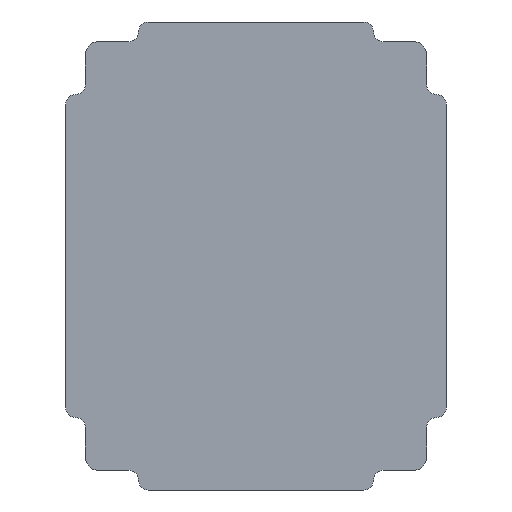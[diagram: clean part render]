
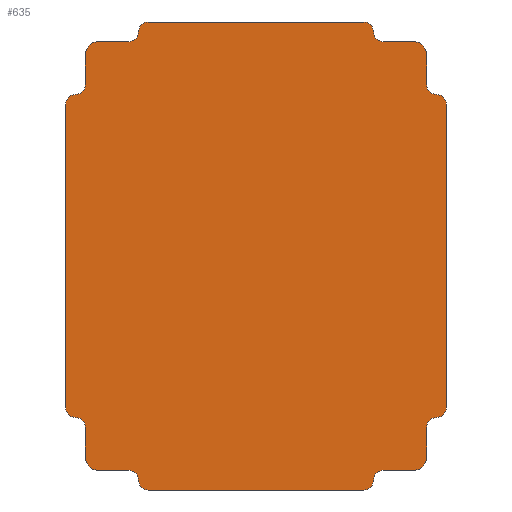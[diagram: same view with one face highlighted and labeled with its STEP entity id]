
A CAD part, left-side view. The second image highlights one B-rep face of the part: STEP entity #635.
In plain terms, the highlighted planar face has unit normal (-1, 0, 0).
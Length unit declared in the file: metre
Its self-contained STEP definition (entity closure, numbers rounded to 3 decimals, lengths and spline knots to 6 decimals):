
#12=CIRCLE('',#669,0.0127);
#14=CIRCLE('',#675,0.0127);
#16=CIRCLE('',#681,0.0127);
#18=CIRCLE('',#687,0.0127);
#36=CIRCLE('',#709,0.009525);
#37=CIRCLE('',#710,0.009525);
#38=CIRCLE('',#711,0.009525);
#39=CIRCLE('',#712,0.009525);
#40=CIRCLE('',#713,0.009525);
#41=CIRCLE('',#714,0.009525);
#42=CIRCLE('',#715,0.009525);
#43=CIRCLE('',#716,0.009525);
#44=CIRCLE('',#717,0.009525);
#45=CIRCLE('',#718,0.009525);
#46=CIRCLE('',#719,0.009525);
#47=CIRCLE('',#720,0.009525);
#48=CIRCLE('',#721,0.009525);
#49=CIRCLE('',#722,0.009525);
#50=CIRCLE('',#723,0.009525);
#51=CIRCLE('',#724,0.009525);
#168=ORIENTED_EDGE('',*,*,#266,.F.);
#169=ORIENTED_EDGE('',*,*,#336,.T.);
#170=ORIENTED_EDGE('',*,*,#337,.T.);
#171=ORIENTED_EDGE('',*,*,#316,.F.);
#172=ORIENTED_EDGE('',*,*,#338,.T.);
#173=ORIENTED_EDGE('',*,*,#339,.T.);
#174=ORIENTED_EDGE('',*,*,#313,.F.);
#175=ORIENTED_EDGE('',*,*,#310,.F.);
#176=ORIENTED_EDGE('',*,*,#308,.T.);
#177=ORIENTED_EDGE('',*,*,#340,.T.);
#178=ORIENTED_EDGE('',*,*,#341,.T.);
#179=ORIENTED_EDGE('',*,*,#302,.T.);
#180=ORIENTED_EDGE('',*,*,#342,.T.);
#181=ORIENTED_EDGE('',*,*,#343,.T.);
#182=ORIENTED_EDGE('',*,*,#299,.T.);
#183=ORIENTED_EDGE('',*,*,#296,.F.);
#184=ORIENTED_EDGE('',*,*,#294,.T.);
#185=ORIENTED_EDGE('',*,*,#344,.T.);
#186=ORIENTED_EDGE('',*,*,#345,.T.);
#187=ORIENTED_EDGE('',*,*,#288,.T.);
#188=ORIENTED_EDGE('',*,*,#346,.T.);
#189=ORIENTED_EDGE('',*,*,#347,.T.);
#190=ORIENTED_EDGE('',*,*,#285,.T.);
#191=ORIENTED_EDGE('',*,*,#282,.F.);
#192=ORIENTED_EDGE('',*,*,#280,.F.);
#193=ORIENTED_EDGE('',*,*,#348,.T.);
#194=ORIENTED_EDGE('',*,*,#349,.T.);
#195=ORIENTED_EDGE('',*,*,#274,.F.);
#196=ORIENTED_EDGE('',*,*,#350,.T.);
#197=ORIENTED_EDGE('',*,*,#351,.T.);
#198=ORIENTED_EDGE('',*,*,#271,.F.);
#199=ORIENTED_EDGE('',*,*,#268,.F.);
#266=EDGE_CURVE('',#362,#363,#426,.T.);
#268=EDGE_CURVE('',#363,#364,#12,.T.);
#271=EDGE_CURVE('',#364,#366,#429,.T.);
#274=EDGE_CURVE('',#368,#369,#432,.T.);
#280=EDGE_CURVE('',#374,#375,#438,.T.);
#282=EDGE_CURVE('',#375,#376,#14,.T.);
#285=EDGE_CURVE('',#378,#376,#441,.T.);
#288=EDGE_CURVE('',#380,#381,#444,.T.);
#294=EDGE_CURVE('',#387,#386,#450,.T.);
#296=EDGE_CURVE('',#387,#388,#16,.T.);
#299=EDGE_CURVE('',#390,#388,#453,.T.);
#302=EDGE_CURVE('',#392,#393,#456,.T.);
#308=EDGE_CURVE('',#399,#398,#462,.T.);
#310=EDGE_CURVE('',#399,#400,#18,.T.);
#313=EDGE_CURVE('',#400,#402,#465,.T.);
#316=EDGE_CURVE('',#404,#405,#468,.T.);
#336=EDGE_CURVE('',#362,#416,#36,.T.);
#337=EDGE_CURVE('',#416,#405,#37,.F.);
#338=EDGE_CURVE('',#404,#417,#38,.F.);
#339=EDGE_CURVE('',#417,#402,#39,.T.);
#340=EDGE_CURVE('',#398,#418,#40,.T.);
#341=EDGE_CURVE('',#418,#392,#41,.F.);
#342=EDGE_CURVE('',#393,#419,#42,.F.);
#343=EDGE_CURVE('',#419,#390,#43,.T.);
#344=EDGE_CURVE('',#386,#420,#44,.T.);
#345=EDGE_CURVE('',#420,#380,#45,.F.);
#346=EDGE_CURVE('',#381,#421,#46,.F.);
#347=EDGE_CURVE('',#421,#378,#47,.T.);
#348=EDGE_CURVE('',#374,#422,#48,.T.);
#349=EDGE_CURVE('',#422,#369,#49,.F.);
#350=EDGE_CURVE('',#368,#423,#50,.F.);
#351=EDGE_CURVE('',#423,#366,#51,.T.);
#362=VERTEX_POINT('',#953);
#363=VERTEX_POINT('',#955);
#364=VERTEX_POINT('',#959);
#366=VERTEX_POINT('',#965);
#368=VERTEX_POINT('',#971);
#369=VERTEX_POINT('',#972);
#374=VERTEX_POINT('',#983);
#375=VERTEX_POINT('',#985);
#376=VERTEX_POINT('',#989);
#378=VERTEX_POINT('',#995);
#380=VERTEX_POINT('',#1001);
#381=VERTEX_POINT('',#1002);
#386=VERTEX_POINT('',#1013);
#387=VERTEX_POINT('',#1015);
#388=VERTEX_POINT('',#1019);
#390=VERTEX_POINT('',#1025);
#392=VERTEX_POINT('',#1031);
#393=VERTEX_POINT('',#1032);
#398=VERTEX_POINT('',#1043);
#399=VERTEX_POINT('',#1045);
#400=VERTEX_POINT('',#1049);
#402=VERTEX_POINT('',#1055);
#404=VERTEX_POINT('',#1061);
#405=VERTEX_POINT('',#1062);
#416=VERTEX_POINT('',#1095);
#417=VERTEX_POINT('',#1098);
#418=VERTEX_POINT('',#1101);
#419=VERTEX_POINT('',#1104);
#420=VERTEX_POINT('',#1107);
#421=VERTEX_POINT('',#1110);
#422=VERTEX_POINT('',#1113);
#423=VERTEX_POINT('',#1116);
#426=LINE('',#954,#482);
#429=LINE('',#964,#485);
#432=LINE('',#970,#488);
#438=LINE('',#984,#494);
#441=LINE('',#994,#497);
#444=LINE('',#1000,#500);
#450=LINE('',#1014,#506);
#453=LINE('',#1024,#509);
#456=LINE('',#1030,#512);
#462=LINE('',#1044,#518);
#465=LINE('',#1054,#521);
#468=LINE('',#1060,#524);
#482=VECTOR('',#747,1.);
#485=VECTOR('',#758,1.);
#488=VECTOR('',#763,1.);
#494=VECTOR('',#771,1.);
#497=VECTOR('',#782,1.);
#500=VECTOR('',#787,1.);
#506=VECTOR('',#795,1.);
#509=VECTOR('',#806,1.);
#512=VECTOR('',#811,1.);
#518=VECTOR('',#819,1.);
#521=VECTOR('',#830,1.);
#524=VECTOR('',#835,1.);
#553=EDGE_LOOP('',(#168,#169,#170,#171,#172,#173,#174,#175,#176,#177,#178,
#179,#180,#181,#182,#183,#184,#185,#186,#187,#188,#189,#190,#191,#192,#193,
#194,#195,#196,#197,#198,#199));
#587=FACE_BOUND('',#553,.T.);
#617=PLANE('',#708);
#635=ADVANCED_FACE('',(#587),#617,.F.);
#669=AXIS2_PLACEMENT_3D('',#958,#751,#752);
#675=AXIS2_PLACEMENT_3D('',#988,#775,#776);
#681=AXIS2_PLACEMENT_3D('',#1018,#799,#800);
#687=AXIS2_PLACEMENT_3D('',#1048,#823,#824);
#708=AXIS2_PLACEMENT_3D('',#1093,#873,#874);
#709=AXIS2_PLACEMENT_3D('',#1094,#875,#876);
#710=AXIS2_PLACEMENT_3D('',#1096,#877,#878);
#711=AXIS2_PLACEMENT_3D('',#1097,#879,#880);
#712=AXIS2_PLACEMENT_3D('',#1099,#881,#882);
#713=AXIS2_PLACEMENT_3D('',#1100,#883,#884);
#714=AXIS2_PLACEMENT_3D('',#1102,#885,#886);
#715=AXIS2_PLACEMENT_3D('',#1103,#887,#888);
#716=AXIS2_PLACEMENT_3D('',#1105,#889,#890);
#717=AXIS2_PLACEMENT_3D('',#1106,#891,#892);
#718=AXIS2_PLACEMENT_3D('',#1108,#893,#894);
#719=AXIS2_PLACEMENT_3D('',#1109,#895,#896);
#720=AXIS2_PLACEMENT_3D('',#1111,#897,#898);
#721=AXIS2_PLACEMENT_3D('',#1112,#899,#900);
#722=AXIS2_PLACEMENT_3D('',#1114,#901,#902);
#723=AXIS2_PLACEMENT_3D('',#1115,#903,#904);
#724=AXIS2_PLACEMENT_3D('',#1117,#905,#906);
#747=DIRECTION('',(0.,0.,-1.));
#751=DIRECTION('',(1.,0.,0.));
#752=DIRECTION('',(0.,0.,-1.));
#758=DIRECTION('',(0.,1.,0.));
#763=DIRECTION('',(0.,1.,0.));
#771=DIRECTION('',(0.,1.,0.));
#775=DIRECTION('',(1.,0.,0.));
#776=DIRECTION('',(0.,0.,-1.));
#782=DIRECTION('',(0.,0.,-1.));
#787=DIRECTION('',(0.,0.,-1.));
#795=DIRECTION('',(0.,0.,-1.));
#799=DIRECTION('',(1.,0.,0.));
#800=DIRECTION('',(0.,0.,-1.));
#806=DIRECTION('',(0.,1.,0.));
#811=DIRECTION('',(0.,1.,0.));
#819=DIRECTION('',(0.,1.,0.));
#823=DIRECTION('',(1.,0.,0.));
#824=DIRECTION('',(0.,0.,-1.));
#830=DIRECTION('',(0.,0.,-1.));
#835=DIRECTION('',(0.,0.,-1.));
#873=DIRECTION('',(1.,0.,0.));
#874=DIRECTION('',(0.,1.,0.));
#875=DIRECTION('',(1.,0.,0.));
#876=DIRECTION('',(0.,0.,-1.));
#877=DIRECTION('',(1.,0.,0.));
#878=DIRECTION('',(0.,0.,-1.));
#879=DIRECTION('',(1.,0.,0.));
#880=DIRECTION('',(0.,0.,-1.));
#881=DIRECTION('',(1.,0.,0.));
#882=DIRECTION('',(0.,0.,-1.));
#883=DIRECTION('',(1.,0.,0.));
#884=DIRECTION('',(0.,0.,-1.));
#885=DIRECTION('',(1.,0.,0.));
#886=DIRECTION('',(0.,0.,-1.));
#887=DIRECTION('',(1.,0.,0.));
#888=DIRECTION('',(0.,0.,-1.));
#889=DIRECTION('',(1.,0.,0.));
#890=DIRECTION('',(0.,0.,-1.));
#891=DIRECTION('',(1.,0.,0.));
#892=DIRECTION('',(0.,0.,-1.));
#893=DIRECTION('',(1.,0.,0.));
#894=DIRECTION('',(0.,0.,-1.));
#895=DIRECTION('',(1.,0.,0.));
#896=DIRECTION('',(0.,0.,-1.));
#897=DIRECTION('',(1.,0.,0.));
#898=DIRECTION('',(0.,0.,-1.));
#899=DIRECTION('',(1.,0.,0.));
#900=DIRECTION('',(0.,0.,-1.));
#901=DIRECTION('',(1.,0.,0.));
#902=DIRECTION('',(0.,0.,-1.));
#903=DIRECTION('',(1.,0.,0.));
#904=DIRECTION('',(0.,0.,-1.));
#905=DIRECTION('',(1.,0.,0.));
#906=DIRECTION('',(0.,0.,-1.));
#953=CARTESIAN_POINT('',(0.,-0.165981,-0.166688));
#954=CARTESIAN_POINT('',(0.,-0.165981,-0.176508));
#955=CARTESIAN_POINT('',(0.,-0.165981,-0.195854));
#958=CARTESIAN_POINT('',(0.,-0.153281,-0.195854));
#959=CARTESIAN_POINT('',(0.,-0.153281,-0.208554));
#964=CARTESIAN_POINT('',(0.,-0.13379,-0.208554));
#965=CARTESIAN_POINT('',(0.,-0.123825,-0.208554));
#970=CARTESIAN_POINT('',(0.,0.,-0.227604));
#971=CARTESIAN_POINT('',(0.,-0.104775,-0.227604));
#972=CARTESIAN_POINT('',(0.,0.104775,-0.227604));
#983=CARTESIAN_POINT('',(0.,0.123825,-0.208554));
#984=CARTESIAN_POINT('',(0.,0.13379,-0.208554));
#985=CARTESIAN_POINT('',(0.,0.153281,-0.208554));
#988=CARTESIAN_POINT('',(0.,0.153281,-0.195854));
#989=CARTESIAN_POINT('',(0.,0.165981,-0.195854));
#994=CARTESIAN_POINT('',(0.,0.165981,-0.176508));
#995=CARTESIAN_POINT('',(0.,0.165981,-0.166688));
#1000=CARTESIAN_POINT('',(0.,0.185031,0.));
#1001=CARTESIAN_POINT('',(0.,0.185031,0.147638));
#1002=CARTESIAN_POINT('',(0.,0.185031,-0.147638));
#1013=CARTESIAN_POINT('',(0.,0.165981,0.166688));
#1014=CARTESIAN_POINT('',(0.,0.165981,0.176508));
#1015=CARTESIAN_POINT('',(0.,0.165981,0.195854));
#1018=CARTESIAN_POINT('',(0.,0.153281,0.195854));
#1019=CARTESIAN_POINT('',(0.,0.153281,0.208554));
#1024=CARTESIAN_POINT('',(0.,0.13379,0.208554));
#1025=CARTESIAN_POINT('',(0.,0.123825,0.208554));
#1030=CARTESIAN_POINT('',(0.,0.,0.227604));
#1031=CARTESIAN_POINT('',(0.,-0.104775,0.227604));
#1032=CARTESIAN_POINT('',(0.,0.104775,0.227604));
#1043=CARTESIAN_POINT('',(0.,-0.123825,0.208554));
#1044=CARTESIAN_POINT('',(0.,-0.13379,0.208554));
#1045=CARTESIAN_POINT('',(0.,-0.153281,0.208554));
#1048=CARTESIAN_POINT('',(0.,-0.153281,0.195854));
#1049=CARTESIAN_POINT('',(0.,-0.165981,0.195854));
#1054=CARTESIAN_POINT('',(0.,-0.165981,0.176508));
#1055=CARTESIAN_POINT('',(0.,-0.165981,0.166688));
#1060=CARTESIAN_POINT('',(0.,-0.185031,0.));
#1061=CARTESIAN_POINT('',(0.,-0.185031,0.147638));
#1062=CARTESIAN_POINT('',(0.,-0.185031,-0.147638));
#1093=CARTESIAN_POINT('',(0.,0.,0.));
#1094=CARTESIAN_POINT('',(0.,-0.175506,-0.166688));
#1095=CARTESIAN_POINT('',(0.,-0.175506,-0.157163));
#1096=CARTESIAN_POINT('',(0.,-0.175506,-0.147638));
#1097=CARTESIAN_POINT('',(0.,-0.175506,0.147638));
#1098=CARTESIAN_POINT('',(0.,-0.175506,0.157163));
#1099=CARTESIAN_POINT('',(0.,-0.175506,0.166688));
#1100=CARTESIAN_POINT('',(0.,-0.123825,0.218079));
#1101=CARTESIAN_POINT('',(0.,-0.1143,0.218079));
#1102=CARTESIAN_POINT('',(0.,-0.104775,0.218079));
#1103=CARTESIAN_POINT('',(0.,0.104775,0.218079));
#1104=CARTESIAN_POINT('',(0.,0.1143,0.218079));
#1105=CARTESIAN_POINT('',(0.,0.123825,0.218079));
#1106=CARTESIAN_POINT('',(0.,0.175506,0.166688));
#1107=CARTESIAN_POINT('',(0.,0.175506,0.157163));
#1108=CARTESIAN_POINT('',(0.,0.175506,0.147638));
#1109=CARTESIAN_POINT('',(0.,0.175506,-0.147638));
#1110=CARTESIAN_POINT('',(0.,0.175506,-0.157163));
#1111=CARTESIAN_POINT('',(0.,0.175506,-0.166688));
#1112=CARTESIAN_POINT('',(0.,0.123825,-0.218079));
#1113=CARTESIAN_POINT('',(0.,0.1143,-0.218079));
#1114=CARTESIAN_POINT('',(0.,0.104775,-0.218079));
#1115=CARTESIAN_POINT('',(0.,-0.104775,-0.218079));
#1116=CARTESIAN_POINT('',(0.,-0.1143,-0.218079));
#1117=CARTESIAN_POINT('',(0.,-0.123825,-0.218079));
